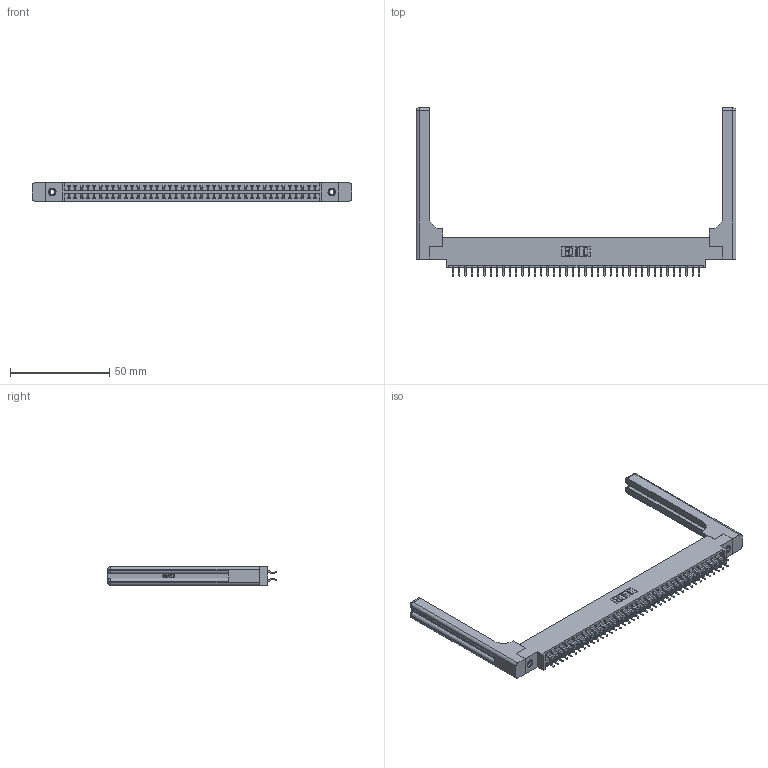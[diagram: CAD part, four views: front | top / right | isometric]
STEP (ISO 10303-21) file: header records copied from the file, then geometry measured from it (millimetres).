
FILE_DESCRIPTION (( 'STEP AP203' ), '1' );
FILE_NAME ('396-080-556-858.STEP', '2019-11-02T13:49:50', ( '' ), ( '' ), 'SwSTEP 2.0', 'SolidWorks 2016', '' );
FILE_SCHEMA (( 'CONFIG_CONTROL_DESIGN' ));
Length unit declared in the file: inch
Products named in the file (5): 346-220-058_345-220-058; 396-080-556-858; 346 Part_0.170 Offset - 0.156 Dia-TH; 345-292-001_556 Tail; 345-250-001_345-250-001-102
Assembly tree (85 placements, depth 2):
  396-080-556-858
    346 Part_0.170 Offset - 0.156 Dia-TH
    345-292-001_556 Tail  x80
    345-250-001_345-250-001-102  x2
    346-220-058_345-220-058  x2
Bounding box: 161.06 x 84.84 x 9.4 mm (x, y, z)
Volume: 23026.4 mm3; surface area: 26396.7 mm2
Topology: 85 solids, 85 shells, 5022 faces, 14847 edges, 9770 vertices
Faces by surface type: plane 3348, cylinder 1614, bspline 36, cone 12, sphere 8, torus 4
Entity records: 31908 total; most frequent: CARTESIAN_POINT 6285, ORIENTED_EDGE 5004, DIRECTION 4510, EDGE_CURVE 2502, LINE 2110, VECTOR 2110, VERTEX_POINT 1658, AXIS2_PLACEMENT_3D 1200
